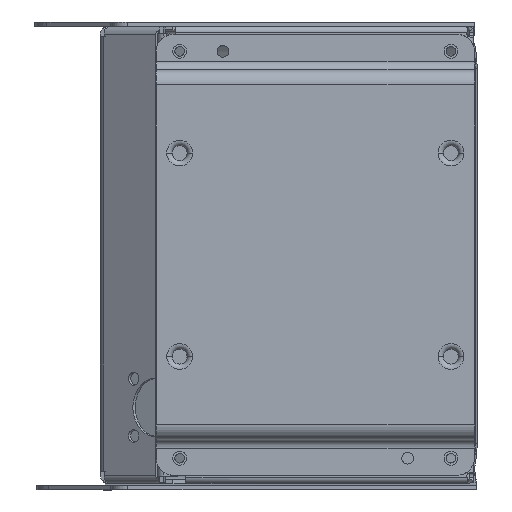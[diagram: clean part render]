
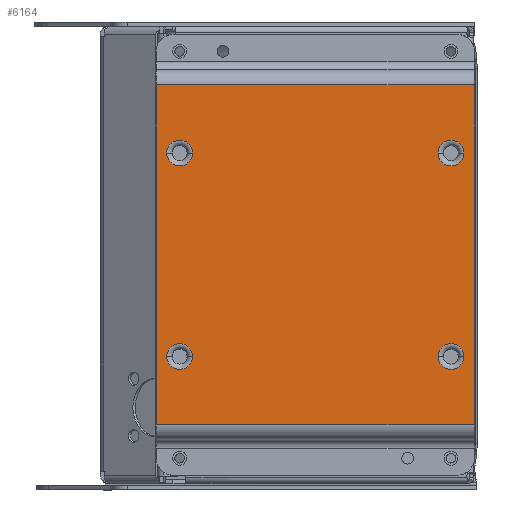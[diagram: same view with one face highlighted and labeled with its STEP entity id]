
A CAD part, front view. The second image highlights one B-rep face of the part: STEP entity #6164.
In plain terms, the highlighted planar face has unit normal (0, -1, 0).
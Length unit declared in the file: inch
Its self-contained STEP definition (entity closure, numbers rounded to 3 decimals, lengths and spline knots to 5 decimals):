
#151 = VECTOR ( 'NONE', #8516, 39.37008 ) ;
#226 = VERTEX_POINT ( 'NONE', #17359 ) ;
#429 = DIRECTION ( 'NONE',  ( 1., 0., 0. ) ) ;
#511 = DIRECTION ( 'NONE',  ( 0., 1., 0. ) ) ;
#596 = CARTESIAN_POINT ( 'NONE',  ( 0.06536, -2.96745, -3.7527 ) ) ;
#667 = LINE ( 'NONE', #10101, #1628 ) ;
#898 = CARTESIAN_POINT ( 'NONE',  ( -4.08914, -2.96745, -1.6677 ) ) ;
#1135 = VERTEX_POINT ( 'NONE', #16174 ) ;
#1218 = CARTESIAN_POINT ( 'NONE',  ( -0.27864, -2.96745, 1.3323 ) ) ;
#1411 = CARTESIAN_POINT ( 'NONE',  ( -4.27864, -2.96745, 1.3323 ) ) ;
#1628 = VECTOR ( 'NONE', #7074, 39.37008 ) ;
#2411 = VERTEX_POINT ( 'NONE', #898 ) ;
#2530 = CARTESIAN_POINT ( 'NONE',  ( 0.06536, -2.96745, -2.67232 ) ) ;
#2716 = VECTOR ( 'NONE', #17358, 39.37008 ) ;
#2720 = FACE_BOUND ( 'NONE', #10767, .T. ) ;
#2735 = DIRECTION ( 'NONE',  ( 1., 0., 0. ) ) ;
#2749 = ORIENTED_EDGE ( 'NONE', *, *, #5610, .F. ) ;
#2941 = DIRECTION ( 'NONE',  ( 1., 0., 0. ) ) ;
#3099 = DIRECTION ( 'NONE',  ( 0., 1., 0. ) ) ;
#3346 = AXIS2_PLACEMENT_3D ( 'NONE', #14013, #3099, #6515 ) ;
#3388 = EDGE_CURVE ( 'NONE', #13757, #2411, #6202, .T. ) ;
#3716 = CARTESIAN_POINT ( 'NONE',  ( -4.62264, -2.96745, -3.7527 ) ) ;
#3992 = VERTEX_POINT ( 'NONE', #14557 ) ;
#3998 = AXIS2_PLACEMENT_3D ( 'NONE', #1218, #11847, #2735 ) ;
#4005 = CARTESIAN_POINT ( 'NONE',  ( -4.46814, -2.96745, 1.3323 ) ) ;
#4035 = VERTEX_POINT ( 'NONE', #4951 ) ;
#4466 = CARTESIAN_POINT ( 'NONE',  ( -0.27864, -2.96745, -1.6677 ) ) ;
#4592 = CARTESIAN_POINT ( 'NONE',  ( -4.46814, -2.96745, -1.6677 ) ) ;
#4608 = DIRECTION ( 'NONE',  ( 0., 1., 0. ) ) ;
#4951 = CARTESIAN_POINT ( 'NONE',  ( -0.08914, -2.96745, -1.6677 ) ) ;
#5068 = ORIENTED_EDGE ( 'NONE', *, *, #17227, .F. ) ;
#5403 = CARTESIAN_POINT ( 'NONE',  ( -4.27864, -2.96745, -1.6677 ) ) ;
#5610 = EDGE_CURVE ( 'NONE', #17217, #3992, #19388, .T. ) ;
#5650 = EDGE_CURVE ( 'NONE', #2411, #13757, #15833, .T. ) ;
#6011 = DIRECTION ( 'NONE',  ( 1., 0., 0. ) ) ;
#6022 = CARTESIAN_POINT ( 'NONE',  ( -4.62264, -2.96745, 2.33792 ) ) ;
#6164 = ADVANCED_FACE ( 'NONE', ( #18903, #10822, #2720, #18442, #14385 ), #8913, .T. ) ;
#6202 = CIRCLE ( 'NONE', #3346, 0.1895 ) ;
#6310 = AXIS2_PLACEMENT_3D ( 'NONE', #1411, #12046, #2941 ) ;
#6515 = DIRECTION ( 'NONE',  ( 1., 0., 0. ) ) ;
#6569 = CIRCLE ( 'NONE', #3998, 0.1895 ) ;
#6768 = CARTESIAN_POINT ( 'NONE',  ( 0.06536, -2.96745, 2.33792 ) ) ;
#6803 = AXIS2_PLACEMENT_3D ( 'NONE', #5403, #17786, #17649 ) ;
#7074 = DIRECTION ( 'NONE',  ( 0., 0., 1. ) ) ;
#7114 = VERTEX_POINT ( 'NONE', #6022 ) ;
#7527 = AXIS2_PLACEMENT_3D ( 'NONE', #9589, #511, #11144 ) ;
#7892 = ORIENTED_EDGE ( 'NONE', *, *, #14877, .T. ) ;
#8516 = DIRECTION ( 'NONE',  ( -1., 0., 0. ) ) ;
#8913 = PLANE ( 'NONE',  #13556 ) ;
#8989 = AXIS2_PLACEMENT_3D ( 'NONE', #18648, #9516, #429 ) ;
#9199 = ORIENTED_EDGE ( 'NONE', *, *, #14722, .T. ) ;
#9516 = DIRECTION ( 'NONE',  ( 0., 1., 0. ) ) ;
#9589 = CARTESIAN_POINT ( 'NONE',  ( -0.27864, -2.96745, 1.3323 ) ) ;
#9613 = AXIS2_PLACEMENT_3D ( 'NONE', #4466, #15110, #6011 ) ;
#9659 = VECTOR ( 'NONE', #14352, 39.37008 ) ;
#9676 = CARTESIAN_POINT ( 'NONE',  ( 0.06536, -2.96745, -2.67232 ) ) ;
#10101 = CARTESIAN_POINT ( 'NONE',  ( 0.06536, -2.96745, -3.7527 ) ) ;
#10302 = CIRCLE ( 'NONE', #9613, 0.1895 ) ;
#10379 = VERTEX_POINT ( 'NONE', #4005 ) ;
#10418 = CIRCLE ( 'NONE', #15185, 0.1895 ) ;
#10767 = EDGE_LOOP ( 'NONE', ( #19247, #19696 ) ) ;
#10822 = FACE_BOUND ( 'NONE', #19306, .T. ) ;
#11144 = DIRECTION ( 'NONE',  ( 1., 0., 0. ) ) ;
#11228 = CARTESIAN_POINT ( 'NONE',  ( -4.08914, -2.96745, 1.3323 ) ) ;
#11315 = ORIENTED_EDGE ( 'NONE', *, *, #15655, .T. ) ;
#11515 = CIRCLE ( 'NONE', #8989, 0.1895 ) ;
#11746 = ORIENTED_EDGE ( 'NONE', *, *, #19410, .T. ) ;
#11847 = DIRECTION ( 'NONE',  ( 0., 1., 0. ) ) ;
#11869 = VERTEX_POINT ( 'NONE', #18825 ) ;
#11955 = EDGE_LOOP ( 'NONE', ( #9199, #11315, #5068, #2749 ) ) ;
#12046 = DIRECTION ( 'NONE',  ( 0., 1., 0. ) ) ;
#12385 = VERTEX_POINT ( 'NONE', #11228 ) ;
#12610 = ORIENTED_EDGE ( 'NONE', *, *, #12950, .T. ) ;
#12651 = EDGE_LOOP ( 'NONE', ( #11746, #17131 ) ) ;
#12950 = EDGE_CURVE ( 'NONE', #1135, #11869, #13848, .T. ) ;
#13250 = LINE ( 'NONE', #6768, #9659 ) ;
#13556 = AXIS2_PLACEMENT_3D ( 'NONE', #596, #16810, #17072 ) ;
#13721 = CARTESIAN_POINT ( 'NONE',  ( -0.27864, -2.96745, -1.6677 ) ) ;
#13757 = VERTEX_POINT ( 'NONE', #4592 ) ;
#13848 = CIRCLE ( 'NONE', #7527, 0.1895 ) ;
#14013 = CARTESIAN_POINT ( 'NONE',  ( -4.27864, -2.96745, -1.6677 ) ) ;
#14243 = EDGE_LOOP ( 'NONE', ( #7892, #15630 ) ) ;
#14352 = DIRECTION ( 'NONE',  ( -1., 0., 0. ) ) ;
#14385 = FACE_OUTER_BOUND ( 'NONE', #11955, .T. ) ;
#14557 = CARTESIAN_POINT ( 'NONE',  ( -4.62264, -2.96745, -2.67232 ) ) ;
#14722 = EDGE_CURVE ( 'NONE', #17217, #16197, #667, .T. ) ;
#14877 = EDGE_CURVE ( 'NONE', #4035, #226, #10418, .T. ) ;
#15110 = DIRECTION ( 'NONE',  ( 0., 1., 0. ) ) ;
#15185 = AXIS2_PLACEMENT_3D ( 'NONE', #13721, #4608, #15257 ) ;
#15257 = DIRECTION ( 'NONE',  ( 1., 0., 0. ) ) ;
#15630 = ORIENTED_EDGE ( 'NONE', *, *, #19707, .T. ) ;
#15655 = EDGE_CURVE ( 'NONE', #16197, #7114, #13250, .T. ) ;
#15833 = CIRCLE ( 'NONE', #6803, 0.1895 ) ;
#16174 = CARTESIAN_POINT ( 'NONE',  ( -0.08914, -2.96745, 1.3323 ) ) ;
#16197 = VERTEX_POINT ( 'NONE', #19299 ) ;
#16810 = DIRECTION ( 'NONE',  ( 0., -1., 0. ) ) ;
#16933 = EDGE_CURVE ( 'NONE', #10379, #12385, #19125, .T. ) ;
#17072 = DIRECTION ( 'NONE',  ( 1., 0., 0. ) ) ;
#17131 = ORIENTED_EDGE ( 'NONE', *, *, #16933, .T. ) ;
#17217 = VERTEX_POINT ( 'NONE', #9676 ) ;
#17227 = EDGE_CURVE ( 'NONE', #3992, #7114, #18436, .T. ) ;
#17358 = DIRECTION ( 'NONE',  ( 0., 0., 1. ) ) ;
#17359 = CARTESIAN_POINT ( 'NONE',  ( -0.46814, -2.96745, -1.6677 ) ) ;
#17649 = DIRECTION ( 'NONE',  ( 1., 0., 0. ) ) ;
#17786 = DIRECTION ( 'NONE',  ( 0., 1., 0. ) ) ;
#18436 = LINE ( 'NONE', #3716, #2716 ) ;
#18442 = FACE_BOUND ( 'NONE', #12651, .T. ) ;
#18474 = EDGE_CURVE ( 'NONE', #11869, #1135, #6569, .T. ) ;
#18648 = CARTESIAN_POINT ( 'NONE',  ( -4.27864, -2.96745, 1.3323 ) ) ;
#18825 = CARTESIAN_POINT ( 'NONE',  ( -0.46814, -2.96745, 1.3323 ) ) ;
#18838 = ORIENTED_EDGE ( 'NONE', *, *, #18474, .T. ) ;
#18903 = FACE_BOUND ( 'NONE', #14243, .T. ) ;
#19125 = CIRCLE ( 'NONE', #6310, 0.1895 ) ;
#19247 = ORIENTED_EDGE ( 'NONE', *, *, #5650, .T. ) ;
#19299 = CARTESIAN_POINT ( 'NONE',  ( 0.06536, -2.96745, 2.33792 ) ) ;
#19306 = EDGE_LOOP ( 'NONE', ( #12610, #18838 ) ) ;
#19388 = LINE ( 'NONE', #2530, #151 ) ;
#19410 = EDGE_CURVE ( 'NONE', #12385, #10379, #11515, .T. ) ;
#19696 = ORIENTED_EDGE ( 'NONE', *, *, #3388, .T. ) ;
#19707 = EDGE_CURVE ( 'NONE', #226, #4035, #10302, .T. ) ;
